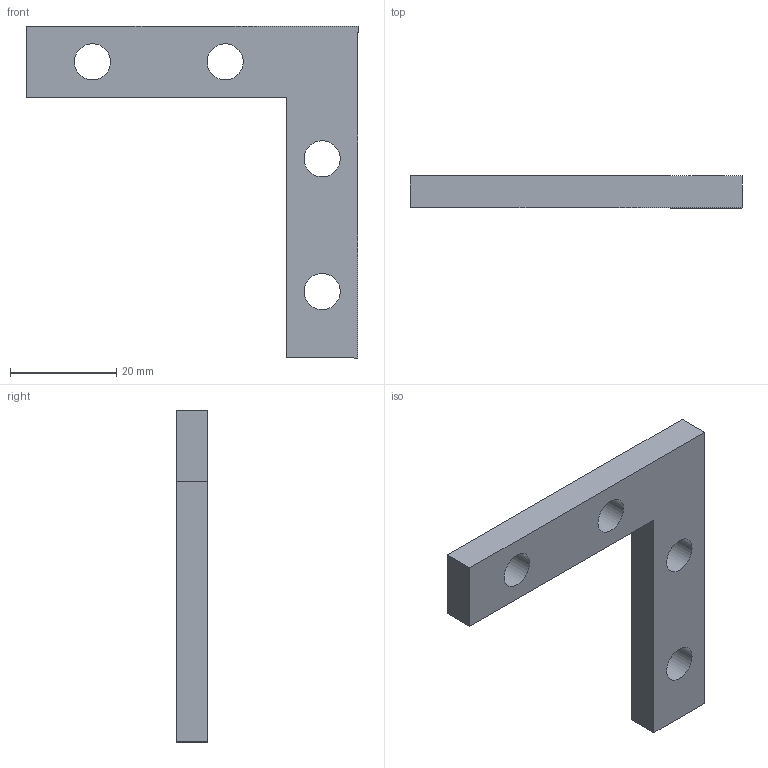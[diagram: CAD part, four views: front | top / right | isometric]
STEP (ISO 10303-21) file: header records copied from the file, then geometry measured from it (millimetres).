
FILE_DESCRIPTION(/* description */ ('STEP AP203'),/* implementation_level */ '2;1');
FILE_NAME(/* name */ 'GA08-90.stp',/* time_stamp */ '2022-07-11T15:55:24+02:00',/* author */ (''),/* organization */ (''),/* preprocessor_version */ 'ST-DEVELOPER v18.1',/* originating_system */ 'Autodesk Inventor 2021',/* authorisation */ '');
FILE_SCHEMA (('AUTOMOTIVE_DESIGN { 1 0 10303 214 3 1 1 }'));
Length unit declared in the file: millimetre
Products named in the file (1): GA08-90
Bounding box: 62.5 x 6 x 62.5 mm (x, y, z)
Volume: 8159.9 mm3; surface area: 4732.7 mm2
Topology: 1 solids, 1 shells, 12 faces, 30 edges, 20 vertices
Faces by surface type: plane 8, cylinder 4
Full cylindrical faces by diameter (mm): 6.8 x4
Entity records: 419 total; most frequent: DIRECTION 64, CARTESIAN_POINT 63, ORIENTED_EDGE 60, EDGE_CURVE 30, LINE 22, VECTOR 22, AXIS2_PLACEMENT_3D 21, EDGE_LOOP 20
